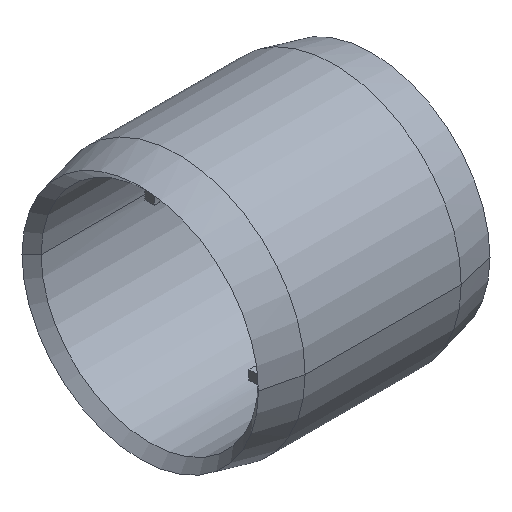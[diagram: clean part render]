
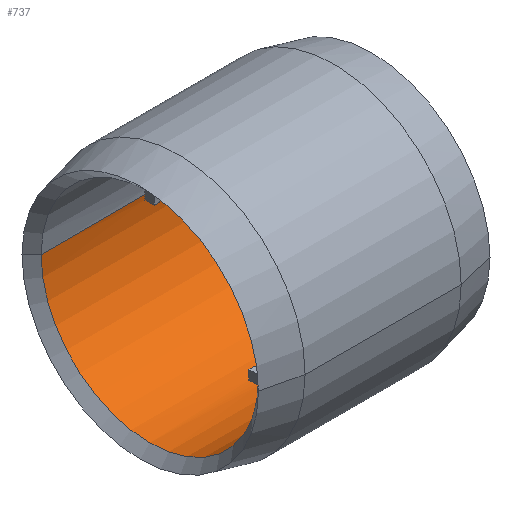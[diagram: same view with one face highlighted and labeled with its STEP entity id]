
A CAD part, isometric view. The second image highlights one B-rep face of the part: STEP entity #737.
In plain terms, the highlighted cylindrical face has radius 100 mm (diameter 200 mm), a partial arc.
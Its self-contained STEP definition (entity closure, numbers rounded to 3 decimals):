
#381 = EDGE_CURVE( '', #593, #465, #1077, .T. );
#383 = VERTEX_POINT( '', #1079 );
#405 = EDGE_CURVE( '', #635, #871, #1105, .T. );
#413 = EDGE_CURVE( '', #875, #599, #1113, .T. );
#457 = EDGE_CURVE( '', #593, #583, #1164, .T. );
#465 = VERTEX_POINT( '', #1174 );
#537 = EDGE_CURVE( '', #795, #975, #1251, .T. );
#547 = VERTEX_POINT( '', #1262 );
#583 = VERTEX_POINT( '', #1301 );
#593 = VERTEX_POINT( '', #1313 );
#599 = VERTEX_POINT( '', #1319 );
#603 = EDGE_CURVE( '', #871, #875, #1323, .T. );
#631 = EDGE_CURVE( '', #707, #383, #1354, .T. );
#635 = VERTEX_POINT( '', #1358 );
#695 = VERTEX_POINT( '', #1426 );
#707 = VERTEX_POINT( '', #1440 );
#731 = EDGE_CURVE( '', #845, #849, #1467, .T. );
#737 = ADVANCED_FACE( '', ( #1475, #1476 ), #1477, .F. );
#795 = VERTEX_POINT( '', #1540 );
#809 = EDGE_CURVE( '', #547, #695, #1555, .T. );
#845 = VERTEX_POINT( '', #1595 );
#849 = VERTEX_POINT( '', #1599 );
#869 = VERTEX_POINT( '', #1621 );
#871 = VERTEX_POINT( '', #1623 );
#875 = VERTEX_POINT( '', #1628 );
#885 = EDGE_CURVE( '', #599, #635, #1640, .T. );
#921 = EDGE_CURVE( '', #707, #583, #1680, .T. );
#973 = EDGE_CURVE( '', #383, #869, #1741, .T. );
#975 = VERTEX_POINT( '', #1743 );
#981 = EDGE_CURVE( '', #795, #547, #1749, .T. );
#1005 = EDGE_CURVE( '', #869, #849, #1775, .T. );
#1015 = EDGE_CURVE( '', #975, #845, #1785, .T. );
#1019 = EDGE_CURVE( '', #695, #465, #1789, .T. );
#1077 = LINE( '', #1850, #1851 );
#1079 = CARTESIAN_POINT( '', ( -5., -99.91, -4.25 ) );
#1105 = LINE( '', #1889, #1890 );
#1113 = LINE( '', #1921, #1922 );
#1164 = CIRCLE( '', #1981, 100. );
#1174 = CARTESIAN_POINT( '', ( -5., 100., 0. ) );
#1251 = LINE( '', #2182, #2183 );
#1262 = CARTESIAN_POINT( '', ( 0., 99.91, -4.25 ) );
#1301 = CARTESIAN_POINT( '', ( -100.5, -100., 0. ) );
#1313 = CARTESIAN_POINT( '', ( -100.5, 100., 0. ) );
#1319 = CARTESIAN_POINT( '', ( 0., 4.25, -99.91 ) );
#1323 = CIRCLE( '', #2353, 100. );
#1354 = CIRCLE( '', #2431, 100. );
#1358 = CARTESIAN_POINT( '', ( 0., -4.25, -99.91 ) );
#1426 = CARTESIAN_POINT( '', ( -5., 99.91, -4.25 ) );
#1440 = CARTESIAN_POINT( '', ( -5., -100., 0. ) );
#1467 = LINE( '', #2647, #2648 );
#1475 = FACE_OUTER_BOUND( '', #2656, .T. );
#1476 = FACE_BOUND( '', #2657, .T. );
#1477 = CYLINDRICAL_SURFACE( '', #2658, 100. );
#1540 = CARTESIAN_POINT( '', ( 0., 100., 0. ) );
#1555 = LINE( '', #2811, #2812 );
#1595 = CARTESIAN_POINT( '', ( 95., -100., 0. ) );
#1599 = CARTESIAN_POINT( '', ( 0., -100., 0. ) );
#1621 = CARTESIAN_POINT( '', ( 0., -99.91, -4.25 ) );
#1623 = CARTESIAN_POINT( '', ( -5., -4.25, -99.91 ) );
#1628 = CARTESIAN_POINT( '', ( -5., 4.25, -99.91 ) );
#1640 = CIRCLE( '', #2970, 100. );
#1680 = LINE( '', #3056, #3057 );
#1741 = LINE( '', #3135, #3136 );
#1743 = CARTESIAN_POINT( '', ( 95., 100., 0. ) );
#1749 = CIRCLE( '', #3147, 100. );
#1775 = CIRCLE( '', #3181, 100. );
#1785 = CIRCLE( '', #3192, 100. );
#1789 = CIRCLE( '', #3198, 100. );
#1850 = CARTESIAN_POINT( '', ( -2.75, 100., 0. ) );
#1851 = VECTOR( '', #3256, 1. );
#1889 = CARTESIAN_POINT( '', ( -2.5, -4.25, -99.91 ) );
#1890 = VECTOR( '', #3303, 1. );
#1921 = CARTESIAN_POINT( '', ( -2.5, 4.25, -99.91 ) );
#1922 = VECTOR( '', #3306, 1. );
#1981 = AXIS2_PLACEMENT_3D( '', #3374, #3375, #3376 );
#2182 = CARTESIAN_POINT( '', ( -2.75, 100., 0. ) );
#2183 = VECTOR( '', #3477, 1. );
#2353 = AXIS2_PLACEMENT_3D( '', #3548, #3549, #3550 );
#2431 = AXIS2_PLACEMENT_3D( '', #3589, #3590, #3591 );
#2647 = CARTESIAN_POINT( '', ( -2.75, -100., 0. ) );
#2648 = VECTOR( '', #3742, 1. );
#2656 = EDGE_LOOP( '', ( #3761, #3762, #3763, #3764, #3765, #3766, #3767, #3768, #3769, #3770, #3771, #3772 ) );
#2657 = EDGE_LOOP( '', ( #3773, #3774, #3775, #3776 ) );
#2658 = AXIS2_PLACEMENT_3D( '', #3777, #3778, #3779 );
#2811 = CARTESIAN_POINT( '', ( -2.5, 99.91, -4.25 ) );
#2812 = VECTOR( '', #3854, 1. );
#2970 = AXIS2_PLACEMENT_3D( '', #3950, #3951, #3952 );
#3056 = CARTESIAN_POINT( '', ( -2.75, -100., 0. ) );
#3057 = VECTOR( '', #4004, 1. );
#3135 = CARTESIAN_POINT( '', ( -2.5, -99.91, -4.25 ) );
#3136 = VECTOR( '', #4080, 1. );
#3147 = AXIS2_PLACEMENT_3D( '', #4082, #4083, #4084 );
#3181 = AXIS2_PLACEMENT_3D( '', #4113, #4114, #4115 );
#3192 = AXIS2_PLACEMENT_3D( '', #4116, #4117, #4118 );
#3198 = AXIS2_PLACEMENT_3D( '', #4122, #4123, #4124 );
#3256 = DIRECTION( '', ( 1., 0., 0. ) );
#3303 = DIRECTION( '', ( -1., 0., 0. ) );
#3306 = DIRECTION( '', ( 1., 0., 0. ) );
#3374 = CARTESIAN_POINT( '', ( -100.5, 0., 0. ) );
#3375 = DIRECTION( '', ( -1., 0., 0. ) );
#3376 = DIRECTION( '', ( 0., 1., 0. ) );
#3477 = DIRECTION( '', ( 1., 0., 0. ) );
#3548 = CARTESIAN_POINT( '', ( -5., 0., 0. ) );
#3549 = DIRECTION( '', ( 1., 0., 0. ) );
#3550 = DIRECTION( '', ( 0., 1., 0. ) );
#3589 = CARTESIAN_POINT( '', ( -5., 0., 0. ) );
#3590 = DIRECTION( '', ( 1., 0., 0. ) );
#3591 = DIRECTION( '', ( 0., 1., 0. ) );
#3742 = DIRECTION( '', ( -1., 0., 0. ) );
#3761 = ORIENTED_EDGE( '', *, *, #381, .F. );
#3762 = ORIENTED_EDGE( '', *, *, #457, .T. );
#3763 = ORIENTED_EDGE( '', *, *, #921, .F. );
#3764 = ORIENTED_EDGE( '', *, *, #631, .T. );
#3765 = ORIENTED_EDGE( '', *, *, #973, .T. );
#3766 = ORIENTED_EDGE( '', *, *, #1005, .T. );
#3767 = ORIENTED_EDGE( '', *, *, #731, .F. );
#3768 = ORIENTED_EDGE( '', *, *, #1015, .F. );
#3769 = ORIENTED_EDGE( '', *, *, #537, .F. );
#3770 = ORIENTED_EDGE( '', *, *, #981, .T. );
#3771 = ORIENTED_EDGE( '', *, *, #809, .T. );
#3772 = ORIENTED_EDGE( '', *, *, #1019, .T. );
#3773 = ORIENTED_EDGE( '', *, *, #405, .T. );
#3774 = ORIENTED_EDGE( '', *, *, #603, .T. );
#3775 = ORIENTED_EDGE( '', *, *, #413, .T. );
#3776 = ORIENTED_EDGE( '', *, *, #885, .T. );
#3777 = CARTESIAN_POINT( '', ( -2.75, 0., 0. ) );
#3778 = DIRECTION( '', ( 1., 0., 0. ) );
#3779 = DIRECTION( '', ( 0., 1., 0. ) );
#3854 = DIRECTION( '', ( -1., 0., 0. ) );
#3950 = CARTESIAN_POINT( '', ( 0., 0., 0. ) );
#3951 = DIRECTION( '', ( -1., 0., 0. ) );
#3952 = DIRECTION( '', ( 0., 1., 0. ) );
#4004 = DIRECTION( '', ( -1., 0., 0. ) );
#4080 = DIRECTION( '', ( 1., 0., 0. ) );
#4082 = CARTESIAN_POINT( '', ( 0., 0., 0. ) );
#4083 = DIRECTION( '', ( -1., 0., 0. ) );
#4084 = DIRECTION( '', ( 0., 1., 0. ) );
#4113 = CARTESIAN_POINT( '', ( 0., 0., 0. ) );
#4114 = DIRECTION( '', ( -1., 0., 0. ) );
#4115 = DIRECTION( '', ( 0., 1., 0. ) );
#4116 = CARTESIAN_POINT( '', ( 95., 0., 0. ) );
#4117 = DIRECTION( '', ( -1., 0., 0. ) );
#4118 = DIRECTION( '', ( 0., 1., 0. ) );
#4122 = CARTESIAN_POINT( '', ( -5., 0., 0. ) );
#4123 = DIRECTION( '', ( 1., 0., 0. ) );
#4124 = DIRECTION( '', ( 0., 1., 0. ) );
